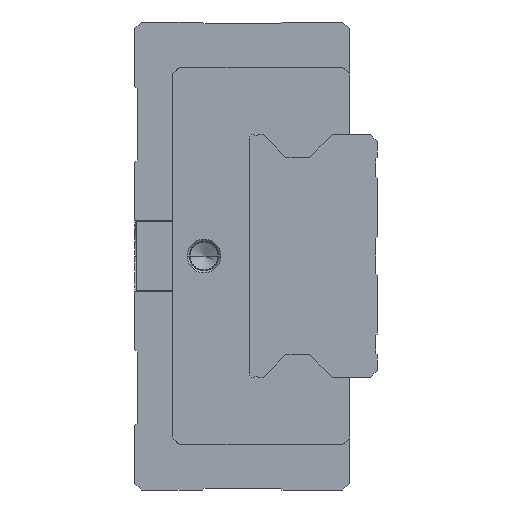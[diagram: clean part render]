
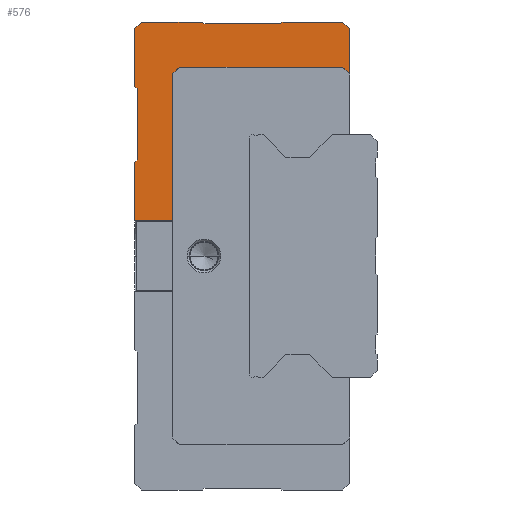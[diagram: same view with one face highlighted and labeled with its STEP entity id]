
A CAD part, left-side view. The second image highlights one B-rep face of the part: STEP entity #576.
In plain terms, the highlighted planar face has unit normal (-1, 0, 0).
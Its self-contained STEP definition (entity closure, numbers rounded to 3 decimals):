
#576 = ADVANCED_FACE( '', ( #1831 ), #1832, .F. );
#1831 = FACE_OUTER_BOUND( '', #3373, .T. );
#1832 = PLANE( '', #3374 );
#3373 = EDGE_LOOP( '', ( #7094, #7095, #7096, #7097, #7098, #7099, #7100, #7101, #7102, #7103, #7104, #7105, #7106, #7107, #7108, #7109, #7110, #7111 ) );
#3374 = AXIS2_PLACEMENT_3D( '', #7112, #7113, #7114 );
#7094 = ORIENTED_EDGE( '', *, *, #10282, .T. );
#7095 = ORIENTED_EDGE( '', *, *, #10250, .T. );
#7096 = ORIENTED_EDGE( '', *, *, #10283, .T. );
#7097 = ORIENTED_EDGE( '', *, *, #10284, .T. );
#7098 = ORIENTED_EDGE( '', *, *, #10179, .T. );
#7099 = ORIENTED_EDGE( '', *, *, #10285, .F. );
#7100 = ORIENTED_EDGE( '', *, *, #10286, .F. );
#7101 = ORIENTED_EDGE( '', *, *, #10287, .F. );
#7102 = ORIENTED_EDGE( '', *, *, #10288, .F. );
#7103 = ORIENTED_EDGE( '', *, *, #10289, .F. );
#7104 = ORIENTED_EDGE( '', *, *, #10290, .F. );
#7105 = ORIENTED_EDGE( '', *, *, #10291, .F. );
#7106 = ORIENTED_EDGE( '', *, *, #10292, .F. );
#7107 = ORIENTED_EDGE( '', *, *, #10293, .F. );
#7108 = ORIENTED_EDGE( '', *, *, #10294, .F. );
#7109 = ORIENTED_EDGE( '', *, *, #10295, .F. );
#7110 = ORIENTED_EDGE( '', *, *, #10296, .F. );
#7111 = ORIENTED_EDGE( '', *, *, #10265, .F. );
#7112 = CARTESIAN_POINT( '', ( 324., 8., 0. ) );
#7113 = DIRECTION( '', ( 1., 0., 0. ) );
#7114 = DIRECTION( '', ( 0., 0., -1. ) );
#10179 = EDGE_CURVE( '', #12478, #12476, #12479, .T. );
#10250 = EDGE_CURVE( '', #12597, #12595, #12598, .T. );
#10265 = EDGE_CURVE( '', #12617, #12619, #12620, .T. );
#10282 = EDGE_CURVE( '', #12617, #12597, #12650, .T. );
#10283 = EDGE_CURVE( '', #12595, #12651, #12652, .T. );
#10284 = EDGE_CURVE( '', #12651, #12478, #12653, .T. );
#10285 = EDGE_CURVE( '', #12654, #12476, #12655, .T. );
#10286 = EDGE_CURVE( '', #12656, #12654, #12657, .T. );
#10287 = EDGE_CURVE( '', #12658, #12656, #12659, .T. );
#10288 = EDGE_CURVE( '', #12660, #12658, #12661, .T. );
#10289 = EDGE_CURVE( '', #12662, #12660, #12663, .T. );
#10290 = EDGE_CURVE( '', #12664, #12662, #12665, .T. );
#10291 = EDGE_CURVE( '', #12666, #12664, #12667, .T. );
#10292 = EDGE_CURVE( '', #12668, #12666, #12669, .T. );
#10293 = EDGE_CURVE( '', #12670, #12668, #12671, .T. );
#10294 = EDGE_CURVE( '', #12672, #12670, #12673, .T. );
#10295 = EDGE_CURVE( '', #12674, #12672, #12675, .T. );
#10296 = EDGE_CURVE( '', #12619, #12674, #12676, .T. );
#12476 = VERTEX_POINT( '', #15625 );
#12478 = VERTEX_POINT( '', #15628 );
#12479 = LINE( '', #15629, #15630 );
#12595 = VERTEX_POINT( '', #15806 );
#12597 = VERTEX_POINT( '', #15809 );
#12598 = LINE( '', #15810, #15811 );
#12617 = VERTEX_POINT( '', #15837 );
#12619 = VERTEX_POINT( '', #15839 );
#12620 = LINE( '', #15840, #15841 );
#12650 = LINE( '', #15887, #15888 );
#12651 = VERTEX_POINT( '', #15889 );
#12652 = LINE( '', #15890, #15891 );
#12653 = LINE( '', #15892, #15893 );
#12654 = VERTEX_POINT( '', #15894 );
#12655 = LINE( '', #15895, #15896 );
#12656 = VERTEX_POINT( '', #15897 );
#12657 = LINE( '', #15898, #15899 );
#12658 = VERTEX_POINT( '', #15900 );
#12659 = LINE( '', #15901, #15902 );
#12660 = VERTEX_POINT( '', #15903 );
#12661 = LINE( '', #15904, #15905 );
#12662 = VERTEX_POINT( '', #15906 );
#12663 = LINE( '', #15907, #15908 );
#12664 = VERTEX_POINT( '', #15909 );
#12665 = LINE( '', #15910, #15911 );
#12666 = VERTEX_POINT( '', #15912 );
#12667 = LINE( '', #15913, #15914 );
#12668 = VERTEX_POINT( '', #15915 );
#12669 = LINE( '', #15916, #15917 );
#12670 = VERTEX_POINT( '', #15918 );
#12671 = LINE( '', #15919, #15920 );
#12672 = VERTEX_POINT( '', #15921 );
#12673 = LINE( '', #15922, #15923 );
#12674 = VERTEX_POINT( '', #15924 );
#12675 = LINE( '', #15925, #15926 );
#12676 = LINE( '', #15927, #15928 );
#15625 = CARTESIAN_POINT( '', ( 324., 8., 52.5 ) );
#15628 = CARTESIAN_POINT( '', ( 324., 10., 54.5 ) );
#15629 = CARTESIAN_POINT( '', ( 324., -5.125, 39.375 ) );
#15630 = VECTOR( '', #19313, 1. );
#15806 = CARTESIAN_POINT( '', ( 324., 59., 52.5 ) );
#15809 = CARTESIAN_POINT( '', ( 324., 59., 10.147 ) );
#15810 = CARTESIAN_POINT( '', ( 324., 59., 26.25 ) );
#15811 = VECTOR( '', #19402, 1. );
#15837 = CARTESIAN_POINT( '', ( 324., 70., 10.147 ) );
#15839 = CARTESIAN_POINT( '', ( 324., 70., 27. ) );
#15840 = CARTESIAN_POINT( '', ( 324., 70., -27. ) );
#15841 = VECTOR( '', #19431, 1. );
#15887 = CARTESIAN_POINT( '', ( 324., 64.5, 10.147 ) );
#15888 = VECTOR( '', #19448, 1. );
#15889 = CARTESIAN_POINT( '', ( 324., 57., 54.5 ) );
#15890 = CARTESIAN_POINT( '', ( 324., 58.375, 53.125 ) );
#15891 = VECTOR( '', #19449, 1. );
#15892 = CARTESIAN_POINT( '', ( 324., 9., 54.5 ) );
#15893 = VECTOR( '', #19450, 1. );
#15894 = CARTESIAN_POINT( '', ( 324., 8., 65.5 ) );
#15895 = CARTESIAN_POINT( '', ( 324., 8., 65.5 ) );
#15896 = VECTOR( '', #19451, 1. );
#15897 = CARTESIAN_POINT( '', ( 324., 10., 67.5 ) );
#15898 = CARTESIAN_POINT( '', ( 324., 10., 67.5 ) );
#15899 = VECTOR( '', #19452, 1. );
#15900 = CARTESIAN_POINT( '', ( 324., 27.5, 67.5 ) );
#15901 = CARTESIAN_POINT( '', ( 324., 27.5, 67.5 ) );
#15902 = VECTOR( '', #19453, 1. );
#15903 = CARTESIAN_POINT( '', ( 324., 28., 67. ) );
#15904 = CARTESIAN_POINT( '', ( 324., 28., 67. ) );
#15905 = VECTOR( '', #19454, 1. );
#15906 = CARTESIAN_POINT( '', ( 324., 50., 67. ) );
#15907 = CARTESIAN_POINT( '', ( 324., 50., 67. ) );
#15908 = VECTOR( '', #19455, 1. );
#15909 = CARTESIAN_POINT( '', ( 324., 50.5, 67.5 ) );
#15910 = CARTESIAN_POINT( '', ( 324., 50.5, 67.5 ) );
#15911 = VECTOR( '', #19456, 1. );
#15912 = CARTESIAN_POINT( '', ( 324., 68., 67.5 ) );
#15913 = CARTESIAN_POINT( '', ( 324., 68., 67.5 ) );
#15914 = VECTOR( '', #19457, 1. );
#15915 = CARTESIAN_POINT( '', ( 324., 70., 65.5 ) );
#15916 = CARTESIAN_POINT( '', ( 324., 70., 65.5 ) );
#15917 = VECTOR( '', #19458, 1. );
#15918 = CARTESIAN_POINT( '', ( 324., 70., 48.9 ) );
#15919 = CARTESIAN_POINT( '', ( 324., 70., 48.9 ) );
#15920 = VECTOR( '', #19459, 1. );
#15921 = CARTESIAN_POINT( '', ( 324., 69.3, 48.2 ) );
#15922 = CARTESIAN_POINT( '', ( 324., 69.3, 48.2 ) );
#15923 = VECTOR( '', #19460, 1. );
#15924 = CARTESIAN_POINT( '', ( 324., 69.3, 27.7 ) );
#15925 = CARTESIAN_POINT( '', ( 324., 69.3, 27.7 ) );
#15926 = VECTOR( '', #19461, 1. );
#15927 = CARTESIAN_POINT( '', ( 324., 70., 27. ) );
#15928 = VECTOR( '', #19462, 1. );
#19313 = DIRECTION( '', ( 0., -0.707, -0.707 ) );
#19402 = DIRECTION( '', ( 0., 0., 1. ) );
#19431 = DIRECTION( '', ( 0., 0., 1. ) );
#19448 = DIRECTION( '', ( 0., -1., 0. ) );
#19449 = DIRECTION( '', ( 0., -0.707, 0.707 ) );
#19450 = DIRECTION( '', ( 0., -1., 0. ) );
#19451 = DIRECTION( '', ( 0., 0., -1. ) );
#19452 = DIRECTION( '', ( 0., -0.707, -0.707 ) );
#19453 = DIRECTION( '', ( 0., -1., 0. ) );
#19454 = DIRECTION( '', ( 0., -0.707, 0.707 ) );
#19455 = DIRECTION( '', ( 0., -1., 0. ) );
#19456 = DIRECTION( '', ( 0., -0.707, -0.707 ) );
#19457 = DIRECTION( '', ( 0., -1., 0. ) );
#19458 = DIRECTION( '', ( 0., -0.707, 0.707 ) );
#19459 = DIRECTION( '', ( 0., 0., 1. ) );
#19460 = DIRECTION( '', ( 0., 0.707, 0.707 ) );
#19461 = DIRECTION( '', ( 0., 0., 1. ) );
#19462 = DIRECTION( '', ( 0., -0.707, 0.707 ) );
